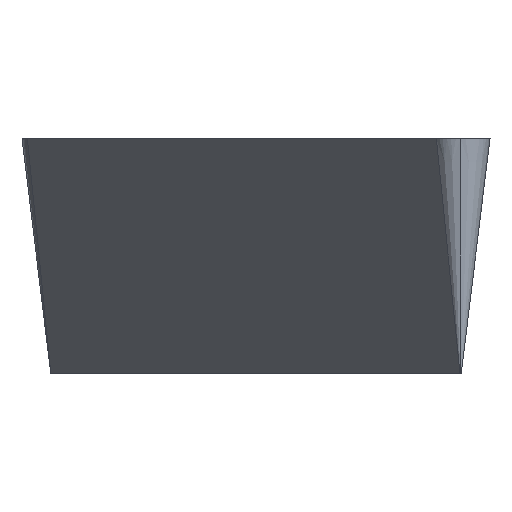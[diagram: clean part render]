
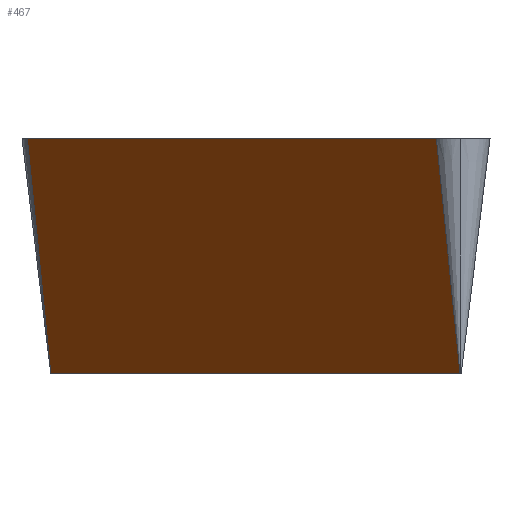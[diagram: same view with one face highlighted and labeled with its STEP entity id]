
A CAD part, left-side view. The second image highlights one B-rep face of the part: STEP entity #467.
In plain terms, the highlighted free-form (B-spline) face has degree [1, 3] with [2, 4] control points.
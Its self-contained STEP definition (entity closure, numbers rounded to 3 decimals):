
#10 = DIRECTION ( 'NONE',  ( 0.07, -0.1, -0.993 ) ) ;
#25 = VERTEX_POINT ( 'NONE', #323 ) ;
#33 = CARTESIAN_POINT ( 'NONE',  ( -6.12, -0.981, -3.816 ) ) ;
#35 = CARTESIAN_POINT ( 'NONE',  ( -3.478, 0.869, -3.816 ) ) ;
#61 = VERTEX_POINT ( 'NONE', #369 ) ;
#64 = CARTESIAN_POINT ( 'NONE',  ( -6.389, -0.597, 0. ) ) ;
#65 = EDGE_CURVE ( 'NONE', #199, #25, #244, .T. ) ;
#72 = CARTESIAN_POINT ( 'NONE',  ( -1.104, 3.103, 0. ) ) ;
#78 = ORIENTED_EDGE ( 'NONE', *, *, #312, .T. ) ;
#81 = CARTESIAN_POINT ( 'NONE',  ( -3.746, 1.253, 0. ) ) ;
#85 = CARTESIAN_POINT ( 'NONE',  ( -3.523, 0.933, -3.18 ) ) ;
#93 = CARTESIAN_POINT ( 'NONE',  ( -9.031, -2.447, 0. ) ) ;
#163 = VECTOR ( 'NONE', #300, 1000. ) ;
#165 = ORIENTED_EDGE ( 'NONE', *, *, #65, .T. ) ;
#172 = CARTESIAN_POINT ( 'NONE',  ( -0.88, 2.783, -3.18 ) ) ;
#173 = EDGE_LOOP ( 'NONE', ( #449, #391, #78, #165 ) ) ;
#199 = VERTEX_POINT ( 'NONE', #404 ) ;
#201 = VERTEX_POINT ( 'NONE', #172 ) ;
#204 = EDGE_CURVE ( 'NONE', #61, #25, #213, .T. ) ;
#205 = DIRECTION ( 'NONE',  ( -0.07, 0.1, 0.993 ) ) ;
#213 = LINE ( 'NONE', #306, #163 ) ;
#215 = CARTESIAN_POINT ( 'NONE',  ( -8.762, -2.831, -3.816 ) ) ;
#226 = CARTESIAN_POINT ( 'NONE',  ( -9.031, -2.447, 0. ) ) ;
#228 = CARTESIAN_POINT ( 'NONE',  ( -0.836, 2.719, -3.816 ) ) ;
#244 = LINE ( 'NONE', #93, #327 ) ;
#248 = CARTESIAN_POINT ( 'NONE',  ( -0.88, 2.783, -3.18 ) ) ;
#268 = CARTESIAN_POINT ( 'NONE',  ( -1.104, 3.103, 0. ) ) ;
#300 = DIRECTION ( 'NONE',  ( -0.819, -0.574, 0. ) ) ;
#304 = CARTESIAN_POINT ( 'NONE',  ( -6.165, -0.917, -3.18 ) ) ;
#306 = CARTESIAN_POINT ( 'NONE',  ( -10.07, -3.175, 0. ) ) ;
#309 = CARTESIAN_POINT ( 'NONE',  ( -8.807, -2.767, -3.18 ) ) ;
#312 = EDGE_CURVE ( 'NONE', #201, #199, #436, .T. ) ;
#323 = CARTESIAN_POINT ( 'NONE',  ( -9.031, -2.447, 0. ) ) ;
#327 = VECTOR ( 'NONE', #205, 1000. ) ;
#362 = FACE_OUTER_BOUND ( 'NONE', #173, .T. ) ;
#369 = CARTESIAN_POINT ( 'NONE',  ( -1.104, 3.103, 0. ) ) ;
#391 = ORIENTED_EDGE ( 'NONE', *, *, #412, .T. ) ;
#396 = B_SPLINE_SURFACE_WITH_KNOTS ( 'NONE', 1, 3, ( 
 ( #72, #81, #64, #226 ),
 ( #228, #35, #33, #215 ) ),
 .UNSPECIFIED., .F., .F., .F.,
 ( 2, 2 ),
 ( 4, 4 ),
 ( 0., 1. ),
 ( -0.011, -0.001 ),
 .UNSPECIFIED. ) ;
#404 = CARTESIAN_POINT ( 'NONE',  ( -8.807, -2.767, -3.18 ) ) ;
#412 = EDGE_CURVE ( 'NONE', #61, #201, #419, .T. ) ;
#418 = VECTOR ( 'NONE', #10, 1000. ) ;
#419 = LINE ( 'NONE', #268, #418 ) ;
#436 = B_SPLINE_CURVE_WITH_KNOTS ( 'NONE', 3,
 ( #248, #85, #304, #309 ),
 .UNSPECIFIED., .F., .F.,
 ( 4, 4 ),
 ( 0., 0.01 ),
 .UNSPECIFIED. ) ;
#449 = ORIENTED_EDGE ( 'NONE', *, *, #204, .F. ) ;
#467 = ADVANCED_FACE ( 'NONE', ( #362 ), #396, .T. ) ;
